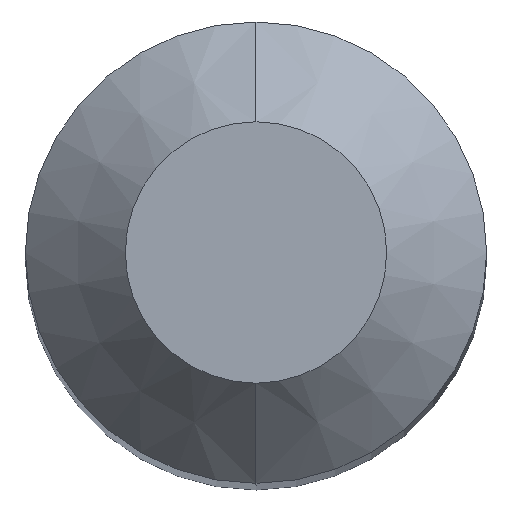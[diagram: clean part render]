
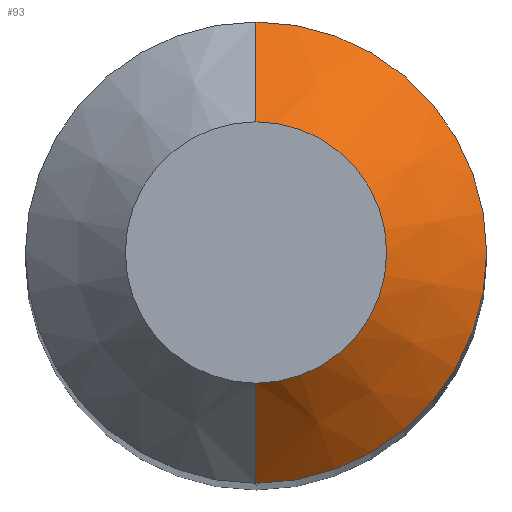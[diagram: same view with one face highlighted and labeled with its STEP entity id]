
A CAD part, top view. The second image highlights one B-rep face of the part: STEP entity #93.
In plain terms, the highlighted conical face has half-angle 45 degrees and reference radius 2.35 mm.
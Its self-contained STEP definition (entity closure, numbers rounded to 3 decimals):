
#93=ADVANCED_FACE('',(#172),#173,.T.);
#172=FACE_OUTER_BOUND('',#261,.T.);
#173=CONICAL_SURFACE('',#262,2.35,0.785);
#261=EDGE_LOOP('',(#349,#350,#351,#352));
#262=AXIS2_PLACEMENT_3D('',#353,#354,#355);
#349=ORIENTED_EDGE('',*,*,#433,.F.);
#350=ORIENTED_EDGE('',*,*,#434,.T.);
#351=ORIENTED_EDGE('',*,*,#435,.F.);
#352=ORIENTED_EDGE('',*,*,#429,.F.);
#353=CARTESIAN_POINT('',(0.,0.0,35.35));
#354=DIRECTION('',(0.,-0.0,-1.0));
#355=DIRECTION('',(0.0,1.0,0.0));
#429=EDGE_CURVE('',#482,#485,#486,.T.);
#433=EDGE_CURVE('',#491,#482,#492,.T.);
#434=EDGE_CURVE('',#491,#493,#494,.T.);
#435=EDGE_CURVE('',#485,#493,#495,.T.);
#482=VERTEX_POINT('',#536);
#485=VERTEX_POINT('',#540);
#486=CIRCLE('',#541,3.0);
#491=VERTEX_POINT('',#547);
#492=LINE('',#548,#549);
#493=VERTEX_POINT('',#550);
#494=CIRCLE('',#551,1.7);
#495=LINE('',#552,#553);
#536=CARTESIAN_POINT('',(0.,3.0,34.7));
#540=CARTESIAN_POINT('',(0.,-3.0,34.7));
#541=AXIS2_PLACEMENT_3D('',#586,#587,#588);
#547=CARTESIAN_POINT('',(0.,1.7,36.0));
#548=CARTESIAN_POINT('',(0.,2.35,35.35));
#549=VECTOR('',#593,1.0);
#550=CARTESIAN_POINT('',(0.,-1.7,36.0));
#551=AXIS2_PLACEMENT_3D('',#594,#595,#596);
#552=CARTESIAN_POINT('',(0.,-2.35,35.35));
#553=VECTOR('',#597,1.0);
#586=CARTESIAN_POINT('',(0.,0.0,34.7));
#587=DIRECTION('',(0.,0.0,-1.0));
#588=DIRECTION('',(0.0,1.0,0.0));
#593=DIRECTION('',(0.,0.707,-0.707));
#594=CARTESIAN_POINT('',(0.,0.0,36.0));
#595=DIRECTION('',(0.,0.0,-1.0));
#596=DIRECTION('',(0.0,1.0,0.0));
#597=DIRECTION('',(0.,0.707,0.707));
